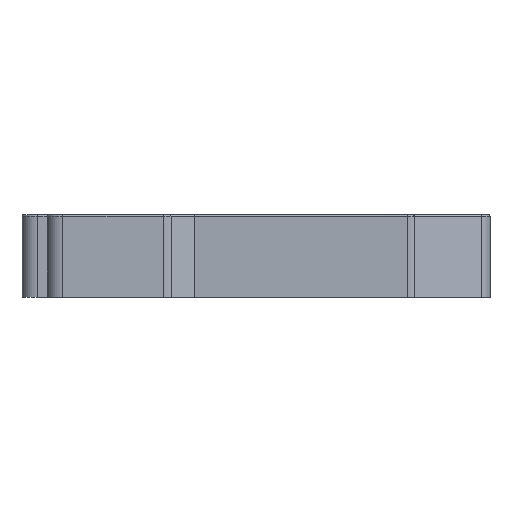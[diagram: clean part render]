
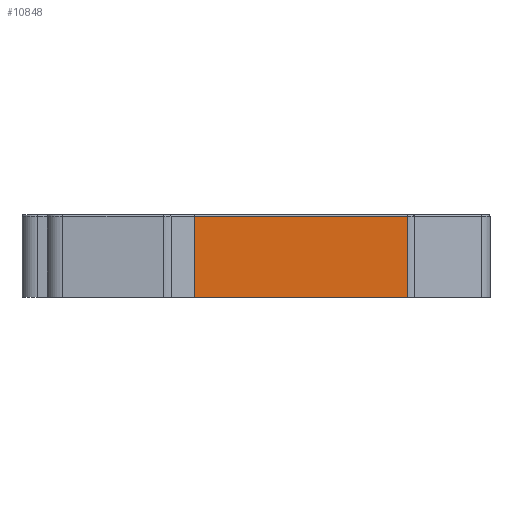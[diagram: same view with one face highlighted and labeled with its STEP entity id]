
A CAD part, left-side view. The second image highlights one B-rep face of the part: STEP entity #10848.
In plain terms, the highlighted planar face has unit normal (-1, -0.003, 0).
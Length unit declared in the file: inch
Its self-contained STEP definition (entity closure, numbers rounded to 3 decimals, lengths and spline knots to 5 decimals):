
#1496=FACE_OUTER_BOUND('',#2159,.T.);
#2159=EDGE_LOOP('',(#9878,#9879,#9880,#9881));
#2938=LINE('',#18013,#3967);
#3015=LINE('',#18395,#4044);
#3190=LINE('',#19345,#4219);
#3191=LINE('',#19347,#4220);
#3967=VECTOR('',#12803,0.3937);
#4044=VECTOR('',#13134,0.3937);
#4219=VECTOR('',#13915,0.3937);
#4220=VECTOR('',#13918,0.3937);
#4945=VERTEX_POINT('',#18010);
#4946=VERTEX_POINT('',#18012);
#5043=VERTEX_POINT('',#18393);
#5044=VERTEX_POINT('',#18394);
#6305=EDGE_CURVE('',#4946,#4945,#2938,.F.);
#6455=EDGE_CURVE('',#5043,#5044,#3015,.T.);
#6798=EDGE_CURVE('',#4946,#5043,#3190,.T.);
#6799=EDGE_CURVE('',#4945,#5044,#3191,.T.);
#9878=ORIENTED_EDGE('',*,*,#6455,.F.);
#9879=ORIENTED_EDGE('',*,*,#6798,.F.);
#9880=ORIENTED_EDGE('',*,*,#6305,.T.);
#9881=ORIENTED_EDGE('',*,*,#6799,.T.);
#10246=PLANE('',#11546);
#10848=ADVANCED_FACE('',(#1496),#10246,.T.);
#11546=AXIS2_PLACEMENT_3D('',#19346,#13916,#13917);
#12803=DIRECTION('',(-0.003,1.,0.));
#13134=DIRECTION('',(0.003,-1.,0.));
#13915=DIRECTION('',(0.,0.,1.));
#13916=DIRECTION('center_axis',(-1.,-0.003,
0.));
#13917=DIRECTION('ref_axis',(0.003,-1.,0.));
#13918=DIRECTION('',(0.,0.,1.));
#18010=CARTESIAN_POINT('',(8.5064,-7.16686,-0.32874));
#18012=CARTESIAN_POINT('',(8.50049,-4.83798,-0.32874));
#18013=CARTESIAN_POINT('',(8.50135,-5.17639,-0.32874));
#18393=CARTESIAN_POINT('',(8.50049,-4.83798,0.55709));
#18394=CARTESIAN_POINT('',(8.5064,-7.16686,0.55709));
#18395=CARTESIAN_POINT('',(8.50135,-5.17639,0.55709));
#19345=CARTESIAN_POINT('',(8.50049,-4.83798,-0.25));
#19346=CARTESIAN_POINT('Origin',(8.50049,-4.83538,-0.25));
#19347=CARTESIAN_POINT('',(8.5064,-7.16686,-0.25));
